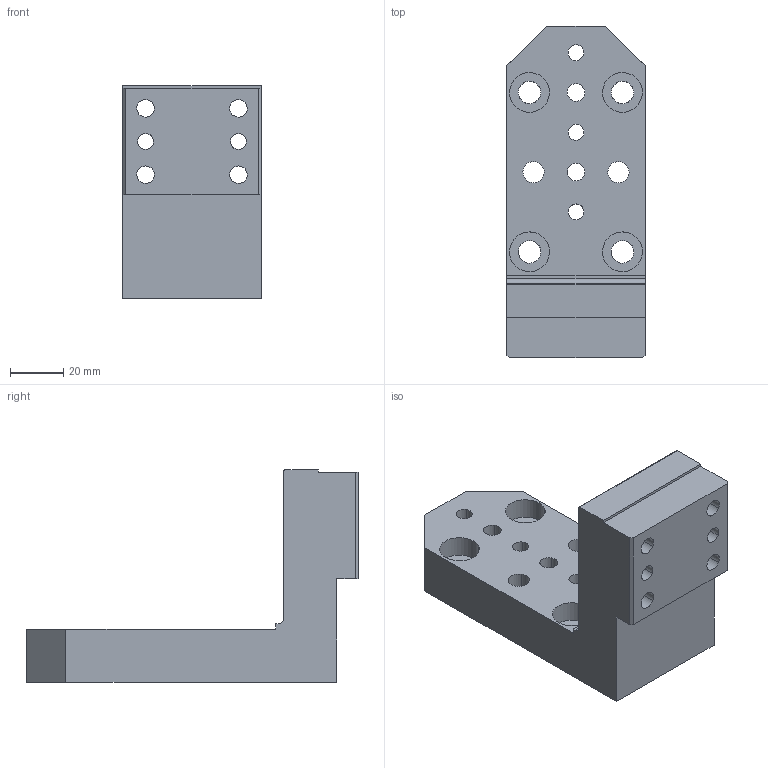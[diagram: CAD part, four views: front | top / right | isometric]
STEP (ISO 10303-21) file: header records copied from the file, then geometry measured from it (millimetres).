
FILE_DESCRIPTION(('CATIA V5 STEP','CAx-IF Rec.Pracs.--- Model Styling and Organization---1.4--- 2014-01-23','CAx-IF Rec.Pracs.---3D Tessellated Data Validation Properties---0.5---2014-09-14'),'2;1');
FILE_NAME('1346000_Winkelanbindung-Spanner Gr40.stp','2020-05-21T11:10:44+00:00',('none'),('none'),'CATIA Version 5-6 Release 2019 SP3 HF5','CATIA V5 STEP AP242 v1','none');
FILE_SCHEMA(('AP242_MANAGED_MODEL_BASED_3D_ENGINEERING_MIM_LF {1 0 10303 442 1 1 4}'));
Length unit declared in the file: millimetre
Products named in the file (1): 1346000_Winkelanbindung-Spanner Gr40
Bounding box: 52 x 125 x 80 mm (x, y, z)
Volume: 177279.8 mm3; surface area: 35917.5 mm2
Topology: 1 solids, 1 shells, 67 faces, 183 edges, 122 vertices
Faces by surface type: cylinder 45, plane 22
Entity records: 2584 total; most frequent: CARTESIAN_POINT 820, ORIENTED_EDGE 366, DIRECTION 249, EDGE_CURVE 183, VERTEX_POINT 122, AXIS2_PLACEMENT_3D 113, EDGE_LOOP 105, VECTOR 93
